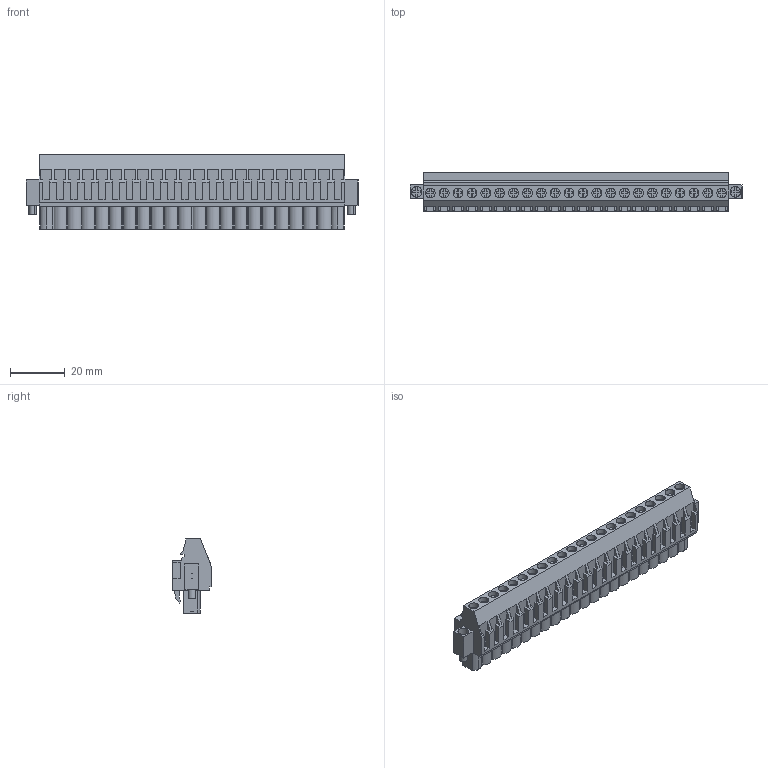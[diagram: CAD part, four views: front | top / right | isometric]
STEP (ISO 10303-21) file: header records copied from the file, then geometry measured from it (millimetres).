
FILE_DESCRIPTION(('CATIA V5 STEP','CAx-IF Rec.Pracs.--- Model Styling and Organization---1.2---2011-12-15'),'2;1');
FILE_NAME ('7246775_2_1950010000_1950010000.stp','2017-09-09T10:58:04+00:00',('none'),('Weidmueller'),'CATIA Version 5-6 Release 2014','CATIA V5 STEP AP214','none');
FILE_SCHEMA(('AUTOMOTIVE_DESIGN { 1 0 10303 214 1 1 1 1 }'));
Length unit declared in the file: millimetre
Products named in the file (1): 1950010000
Bounding box: 121.56 x 14.1 x 27.2 mm (x, y, z)
Volume: 25861.7 mm3; surface area: 15184.8 mm2
Topology: 25 solids, 25 shells, 1480 faces, 4085 edges, 2752 vertices
Faces by surface type: plane 1260, cylinder 216, extrusion 4
Entity records: 44276 total; most frequent: CARTESIAN_POINT 8545, ORIENTED_EDGE 8170, DIRECTION 5943, EDGE_CURVE 4085, VECTOR 3553, LINE 3549, VERTEX_POINT 2752, EDGE_LOOP 1581
